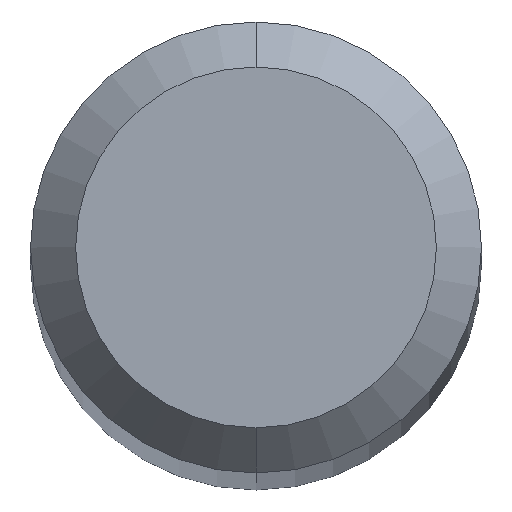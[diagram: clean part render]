
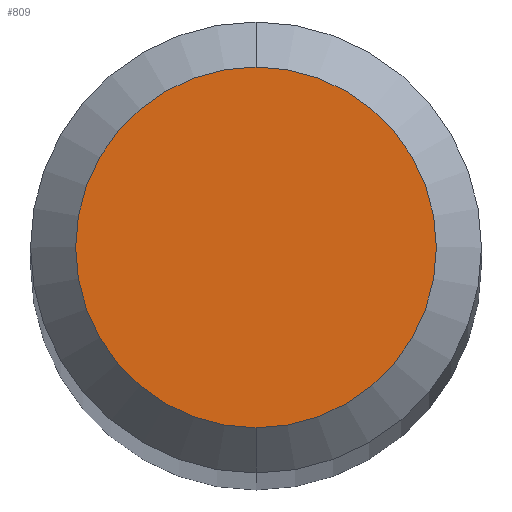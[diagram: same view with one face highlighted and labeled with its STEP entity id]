
A CAD part, top view. The second image highlights one B-rep face of the part: STEP entity #809.
In plain terms, the highlighted planar face has unit normal (0, 0, 1).
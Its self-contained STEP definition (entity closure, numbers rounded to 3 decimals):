
#599=VERTEX_POINT('',#1629);
#657=EDGE_CURVE('',#599,#1005,#1693,.T.);
#809=ADVANCED_FACE('',(#1858),#1859,.T.);
#1005=VERTEX_POINT('',#2070);
#1169=EDGE_CURVE('',#1005,#599,#2248,.T.);
#1629=CARTESIAN_POINT('',(0.0,1.2,0.0));
#1693=CIRCLE('',#3569,1.2);
#1858=FACE_OUTER_BOUND('',#4789,.T.);
#1859=PLANE('',#4790);
#2070=CARTESIAN_POINT('',(0.,-1.2,0.0));
#2248=CIRCLE('',#6819,1.2);
#3569=AXIS2_PLACEMENT_3D('',#8830,#8831,#8832);
#4789=EDGE_LOOP('',(#8997,#8998));
#4790=AXIS2_PLACEMENT_3D('',#8999,#9000,#9001);
#6819=AXIS2_PLACEMENT_3D('',#9394,#9395,#9396);
#8830=CARTESIAN_POINT('',(0.0,0.0,0.0));
#8831=DIRECTION('',(0.0,0.0,-1.0));
#8832=DIRECTION('',(0.0,1.0,0.0));
#8997=ORIENTED_EDGE('',*,*,#657,.F.);
#8998=ORIENTED_EDGE('',*,*,#1169,.F.);
#8999=CARTESIAN_POINT('',(0.0,0.6,0.0));
#9000=DIRECTION('',(-0.0,0.0,1.0));
#9001=DIRECTION('',(0.0,-1.0,0.0));
#9394=CARTESIAN_POINT('',(0.0,0.0,0.0));
#9395=DIRECTION('',(0.0,0.0,-1.0));
#9396=DIRECTION('',(0.0,1.0,0.0));
